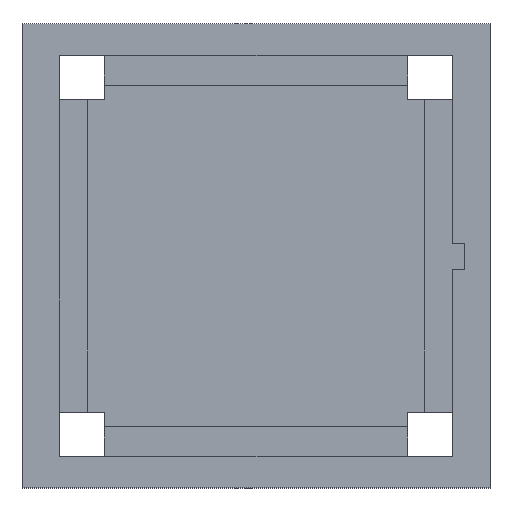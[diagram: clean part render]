
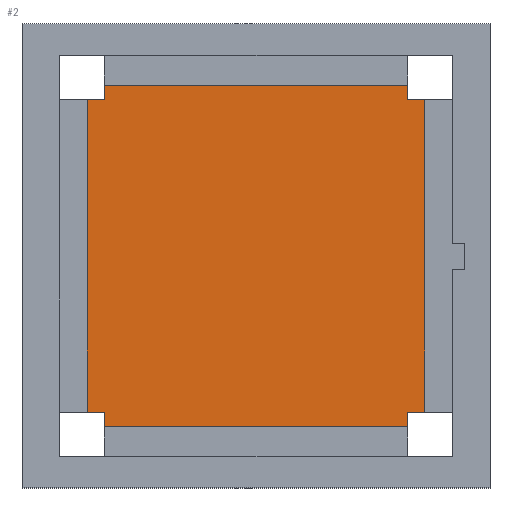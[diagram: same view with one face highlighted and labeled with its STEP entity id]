
A CAD part, top view. The second image highlights one B-rep face of the part: STEP entity #2.
In plain terms, the highlighted planar face has unit normal (0, 0, 1).
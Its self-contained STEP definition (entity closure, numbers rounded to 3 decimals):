
#2 = ADVANCED_FACE ( 'NONE', ( #844 ), #1554, .F. ) ;
#11 = LINE ( 'NONE', #1978, #919 ) ;
#32 = VERTEX_POINT ( 'NONE', #152 ) ;
#45 = DIRECTION ( 'NONE',  ( 0., -1., 0. ) ) ;
#69 = EDGE_CURVE ( 'NONE', #823, #2094, #11, .T. ) ;
#133 = VECTOR ( 'NONE', #45, 1000. ) ;
#136 = VECTOR ( 'NONE', #150, 1000. ) ;
#150 = DIRECTION ( 'NONE',  ( 1., 0., 0. ) ) ;
#152 = CARTESIAN_POINT ( 'NONE',  ( 120., 123.5, 105. ) ) ;
#172 = ORIENTED_EDGE ( 'NONE', *, *, #69, .F. ) ;
#180 = VECTOR ( 'NONE', #467, 1000. ) ;
#192 = LINE ( 'NONE', #346, #1967 ) ;
#203 = VERTEX_POINT ( 'NONE', #1284 ) ;
#212 = DIRECTION ( 'NONE',  ( 0., 1., 0. ) ) ;
#221 = CARTESIAN_POINT ( 'NONE',  ( 120., -135., 105. ) ) ;
#226 = CARTESIAN_POINT ( 'NONE',  ( -133.5, -123.5, 105. ) ) ;
#254 = CARTESIAN_POINT ( 'NONE',  ( -120., -135., 105. ) ) ;
#283 = ORIENTED_EDGE ( 'NONE', *, *, #1952, .T. ) ;
#284 = VECTOR ( 'NONE', #1559, 1000. ) ;
#336 = EDGE_CURVE ( 'NONE', #2094, #1910, #2159, .T. ) ;
#346 = CARTESIAN_POINT ( 'NONE',  ( 120., 123.5, 105. ) ) ;
#367 = DIRECTION ( 'NONE',  ( 0., 1., 0. ) ) ;
#383 = VERTEX_POINT ( 'NONE', #431 ) ;
#393 = CARTESIAN_POINT ( 'NONE',  ( -120., 158.5, 105. ) ) ;
#413 = EDGE_CURVE ( 'NONE', #1900, #2061, #2167, .T. ) ;
#423 = VECTOR ( 'NONE', #771, 1000. ) ;
#431 = CARTESIAN_POINT ( 'NONE',  ( 120., -123.5, 105. ) ) ;
#467 = DIRECTION ( 'NONE',  ( 0., 1., 0. ) ) ;
#515 = LINE ( 'NONE', #852, #284 ) ;
#553 = EDGE_CURVE ( 'NONE', #1334, #1541, #1382, .T. ) ;
#558 = EDGE_LOOP ( 'NONE', ( #2070, #1158, #1172, #283, #1190, #1871, #1761, #889, #172, #1977, #1163, #820 ) ) ;
#569 = VECTOR ( 'NONE', #681, 1000. ) ;
#586 = EDGE_CURVE ( 'NONE', #1334, #383, #1935, .T. ) ;
#591 = DIRECTION ( 'NONE',  ( -1., 0., 0. ) ) ;
#666 = DIRECTION ( 'NONE',  ( 0., 0., -1. ) ) ;
#681 = DIRECTION ( 'NONE',  ( -1., 0., 0. ) ) ;
#741 = DIRECTION ( 'NONE',  ( -1., 0., 0. ) ) ;
#743 = VERTEX_POINT ( 'NONE', #1864 ) ;
#745 = CARTESIAN_POINT ( 'NONE',  ( -120., 123.5, 105. ) ) ;
#759 = LINE ( 'NONE', #1819, #423 ) ;
#771 = DIRECTION ( 'NONE',  ( 1., 0., 0. ) ) ;
#803 = AXIS2_PLACEMENT_3D ( 'NONE', #2248, #666, #1932 ) ;
#820 = ORIENTED_EDGE ( 'NONE', *, *, #586, .F. ) ;
#823 = VERTEX_POINT ( 'NONE', #254 ) ;
#831 = LINE ( 'NONE', #1539, #180 ) ;
#840 = CARTESIAN_POINT ( 'NONE',  ( -120., -123.5, 105. ) ) ;
#844 = FACE_OUTER_BOUND ( 'NONE', #558, .T. ) ;
#852 = CARTESIAN_POINT ( 'NONE',  ( 120., 123.5, 105. ) ) ;
#872 = LINE ( 'NONE', #2256, #136 ) ;
#889 = ORIENTED_EDGE ( 'NONE', *, *, #336, .F. ) ;
#919 = VECTOR ( 'NONE', #367, 1000. ) ;
#960 = VECTOR ( 'NONE', #591, 1000. ) ;
#983 = LINE ( 'NONE', #1300, #960 ) ;
#1031 = EDGE_CURVE ( 'NONE', #383, #203, #1811, .T. ) ;
#1042 = CARTESIAN_POINT ( 'NONE',  ( -120., 135., 105. ) ) ;
#1158 = ORIENTED_EDGE ( 'NONE', *, *, #1716, .T. ) ;
#1163 = ORIENTED_EDGE ( 'NONE', *, *, #1031, .F. ) ;
#1172 = ORIENTED_EDGE ( 'NONE', *, *, #2281, .T. ) ;
#1190 = ORIENTED_EDGE ( 'NONE', *, *, #413, .F. ) ;
#1194 = VECTOR ( 'NONE', #741, 1000. ) ;
#1221 = DIRECTION ( 'NONE',  ( 0., 1., 0. ) ) ;
#1269 = CARTESIAN_POINT ( 'NONE',  ( 120., 135., 105. ) ) ;
#1284 = CARTESIAN_POINT ( 'NONE',  ( 120., -135., 105. ) ) ;
#1286 = DIRECTION ( 'NONE',  ( 0., 1., 0. ) ) ;
#1292 = EDGE_CURVE ( 'NONE', #743, #1900, #872, .T. ) ;
#1300 = CARTESIAN_POINT ( 'NONE',  ( -133.5, 135., 105. ) ) ;
#1334 = VERTEX_POINT ( 'NONE', #1807 ) ;
#1382 = LINE ( 'NONE', #2107, #2264 ) ;
#1407 = EDGE_CURVE ( 'NONE', #823, #203, #759, .T. ) ;
#1539 = CARTESIAN_POINT ( 'NONE',  ( -133.5, -183.5, 105. ) ) ;
#1541 = VERTEX_POINT ( 'NONE', #2040 ) ;
#1554 = PLANE ( 'NONE',  #803 ) ;
#1559 = DIRECTION ( 'NONE',  ( -1., 0., 0. ) ) ;
#1630 = CARTESIAN_POINT ( 'NONE',  ( -155., -123.5, 105. ) ) ;
#1646 = EDGE_CURVE ( 'NONE', #1910, #743, #831, .T. ) ;
#1716 = EDGE_CURVE ( 'NONE', #1541, #32, #515, .T. ) ;
#1755 = CARTESIAN_POINT ( 'NONE',  ( 155., -123.5, 105. ) ) ;
#1761 = ORIENTED_EDGE ( 'NONE', *, *, #1646, .F. ) ;
#1807 = CARTESIAN_POINT ( 'NONE',  ( 133.5, -123.5, 105. ) ) ;
#1811 = LINE ( 'NONE', #221, #133 ) ;
#1819 = CARTESIAN_POINT ( 'NONE',  ( -133.5, -135., 105. ) ) ;
#1853 = VERTEX_POINT ( 'NONE', #1269 ) ;
#1864 = CARTESIAN_POINT ( 'NONE',  ( -133.5, 123.5, 105. ) ) ;
#1871 = ORIENTED_EDGE ( 'NONE', *, *, #1292, .F. ) ;
#1900 = VERTEX_POINT ( 'NONE', #745 ) ;
#1910 = VERTEX_POINT ( 'NONE', #226 ) ;
#1932 = DIRECTION ( 'NONE',  ( -1., 0., 0. ) ) ;
#1935 = LINE ( 'NONE', #1755, #569 ) ;
#1952 = EDGE_CURVE ( 'NONE', #1853, #2061, #983, .T. ) ;
#1967 = VECTOR ( 'NONE', #212, 1000. ) ;
#1969 = VECTOR ( 'NONE', #1286, 1000. ) ;
#1977 = ORIENTED_EDGE ( 'NONE', *, *, #1407, .T. ) ;
#1978 = CARTESIAN_POINT ( 'NONE',  ( -120., -135., 105. ) ) ;
#2040 = CARTESIAN_POINT ( 'NONE',  ( 133.5, 123.5, 105. ) ) ;
#2061 = VERTEX_POINT ( 'NONE', #1042 ) ;
#2070 = ORIENTED_EDGE ( 'NONE', *, *, #553, .T. ) ;
#2094 = VERTEX_POINT ( 'NONE', #840 ) ;
#2107 = CARTESIAN_POINT ( 'NONE',  ( 133.5, -183.5, 105. ) ) ;
#2159 = LINE ( 'NONE', #1630, #1194 ) ;
#2167 = LINE ( 'NONE', #393, #1969 ) ;
#2248 = CARTESIAN_POINT ( 'NONE',  ( -133.5, -183.5, 105. ) ) ;
#2256 = CARTESIAN_POINT ( 'NONE',  ( -155., 123.5, 105. ) ) ;
#2264 = VECTOR ( 'NONE', #1221, 1000. ) ;
#2281 = EDGE_CURVE ( 'NONE', #32, #1853, #192, .T. ) ;
